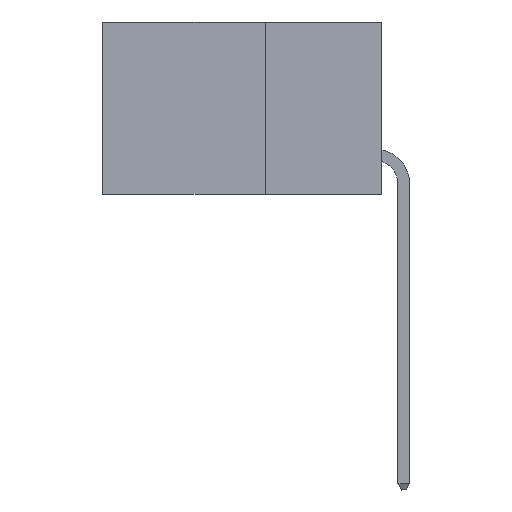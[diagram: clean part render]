
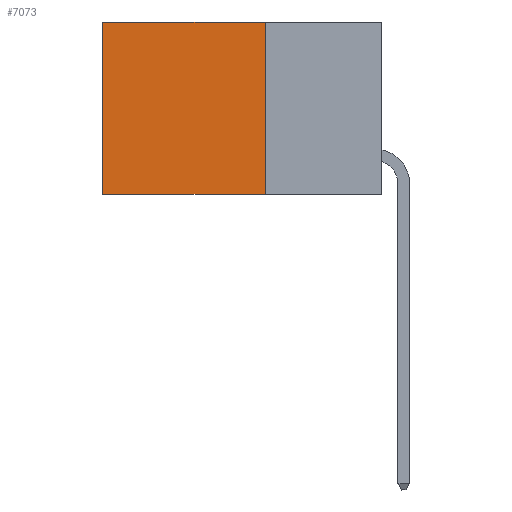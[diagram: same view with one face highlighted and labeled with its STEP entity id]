
A CAD part, left-side view. The second image highlights one B-rep face of the part: STEP entity #7073.
In plain terms, the highlighted planar face has unit normal (-1, 0, 0).
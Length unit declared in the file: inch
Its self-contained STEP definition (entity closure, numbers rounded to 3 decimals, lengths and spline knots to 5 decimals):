
#236 = PLANE ( 'NONE',  #1565 ) ;
#885 = EDGE_CURVE ( 'NONE', #13979, #8154, #13441, .T. ) ;
#1269 = EDGE_CURVE ( 'NONE', #15109, #15120, #12218, .T. ) ;
#1565 = AXIS2_PLACEMENT_3D ( 'NONE', #4292, #13379, #5626 ) ;
#2845 = DIRECTION ( 'NONE',  ( 0., 1., 0. ) ) ;
#4292 = CARTESIAN_POINT ( 'NONE',  ( 0.2875, 0.25, 0. ) ) ;
#5386 = CARTESIAN_POINT ( 'NONE',  ( 0.2875, 0.6, -0.37 ) ) ;
#5626 = DIRECTION ( 'NONE',  ( 0., 0., -1. ) ) ;
#5925 = FACE_OUTER_BOUND ( 'NONE', #15584, .T. ) ;
#7070 = VECTOR ( 'NONE', #13693, 39.37008 ) ;
#7073 = ADVANCED_FACE ( 'NONE', ( #5925 ), #236, .F. ) ;
#7094 = DIRECTION ( 'NONE',  ( 0., 0., -1. ) ) ;
#7549 = ORIENTED_EDGE ( 'NONE', *, *, #11440, .T. ) ;
#8012 = LINE ( 'NONE', #13613, #10857 ) ;
#8154 = VERTEX_POINT ( 'NONE', #10906 ) ;
#9090 = CARTESIAN_POINT ( 'NONE',  ( 0.2875, 0.25, -0.37 ) ) ;
#9393 = VECTOR ( 'NONE', #2845, 39.37008 ) ;
#10559 = LINE ( 'NONE', #13641, #7070 ) ;
#10662 = CARTESIAN_POINT ( 'NONE',  ( 0.2875, 0.25, 0. ) ) ;
#10857 = VECTOR ( 'NONE', #7094, 39.37008 ) ;
#10906 = CARTESIAN_POINT ( 'NONE',  ( 0.2875, 0.6, 0. ) ) ;
#11440 = EDGE_CURVE ( 'NONE', #8154, #15120, #10559, .T. ) ;
#11607 = VECTOR ( 'NONE', #13947, 39.37008 ) ;
#12218 = LINE ( 'NONE', #15390, #11607 ) ;
#13279 = CARTESIAN_POINT ( 'NONE',  ( 0.2875, 0.25, 0. ) ) ;
#13315 = ORIENTED_EDGE ( 'NONE', *, *, #885, .T. ) ;
#13379 = DIRECTION ( 'NONE',  ( 1., 0., 0. ) ) ;
#13441 = LINE ( 'NONE', #10662, #9393 ) ;
#13560 = EDGE_CURVE ( 'NONE', #13979, #15109, #8012, .T. ) ;
#13613 = CARTESIAN_POINT ( 'NONE',  ( 0.2875, 0.25, 0. ) ) ;
#13641 = CARTESIAN_POINT ( 'NONE',  ( 0.2875, 0.6, 0. ) ) ;
#13693 = DIRECTION ( 'NONE',  ( 0., 0., -1. ) ) ;
#13947 = DIRECTION ( 'NONE',  ( 0., 1., 0. ) ) ;
#13979 = VERTEX_POINT ( 'NONE', #13279 ) ;
#14370 = ORIENTED_EDGE ( 'NONE', *, *, #1269, .F. ) ;
#15020 = ORIENTED_EDGE ( 'NONE', *, *, #13560, .F. ) ;
#15109 = VERTEX_POINT ( 'NONE', #9090 ) ;
#15120 = VERTEX_POINT ( 'NONE', #5386 ) ;
#15390 = CARTESIAN_POINT ( 'NONE',  ( 0.2875, 0.25, -0.37 ) ) ;
#15584 = EDGE_LOOP ( 'NONE', ( #7549, #14370, #15020, #13315 ) ) ;
